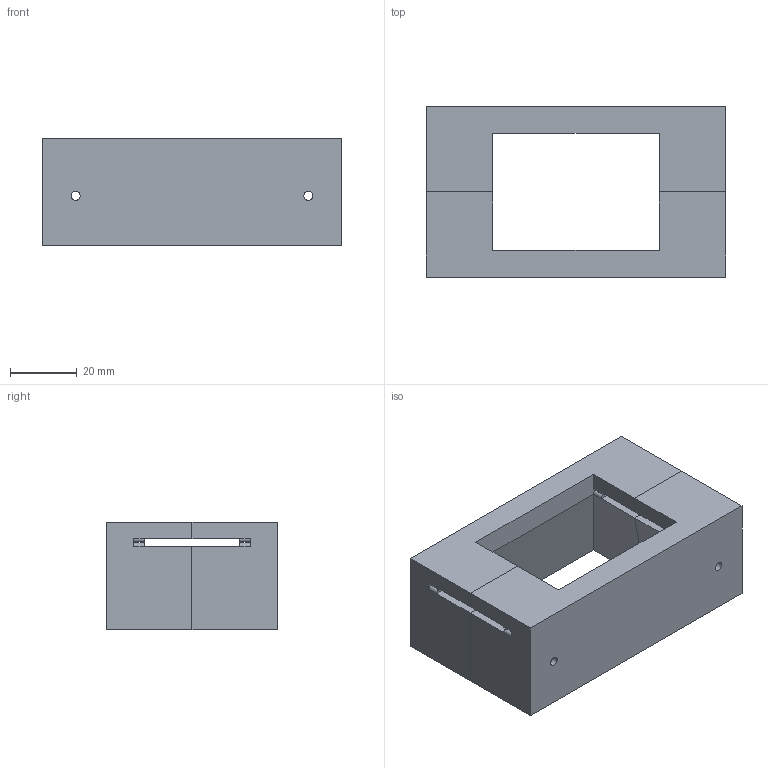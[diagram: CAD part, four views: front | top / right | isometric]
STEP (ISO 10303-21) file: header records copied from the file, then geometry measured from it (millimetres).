
FILE_DESCRIPTION(/* description */ (''),/* implementation_level */ '2;1');
FILE_NAME(/* name */ 'film holder.step',/* time_stamp */ '2022-12-04T17:37:00Z',/* author */ (''),/* organization */ (''),/* preprocessor_version */ 'ST-DEVELOPER v19.2',/* originating_system */ 'Autodesk Translation Framework v11.17.0.187',/* authorisation */ '');
FILE_SCHEMA (('AUTOMOTIVE_DESIGN { 1 0 10303 214 3 1 1 }'));
Length unit declared in the file: millimetre
Products named in the file (1): film holder
Bounding box: 90 x 51.2 x 32.3 mm (x, y, z)
Volume: 77495.5 mm3; surface area: 26111.5 mm2
Topology: 2 solids, 2 shells, 78 faces, 196 edges, 124 vertices
Faces by surface type: plane 56, cylinder 22
Full cylindrical faces by diameter (mm): 2.7 x4, 7 x2
Entity records: 2352 total; most frequent: CARTESIAN_POINT 399, DIRECTION 398, ORIENTED_EDGE 392, EDGE_CURVE 196, LINE 152, VECTOR 152, VERTEX_POINT 124, AXIS2_PLACEMENT_3D 123
